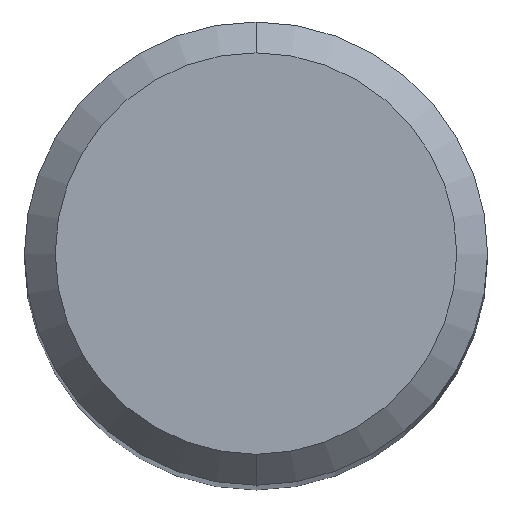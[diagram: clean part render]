
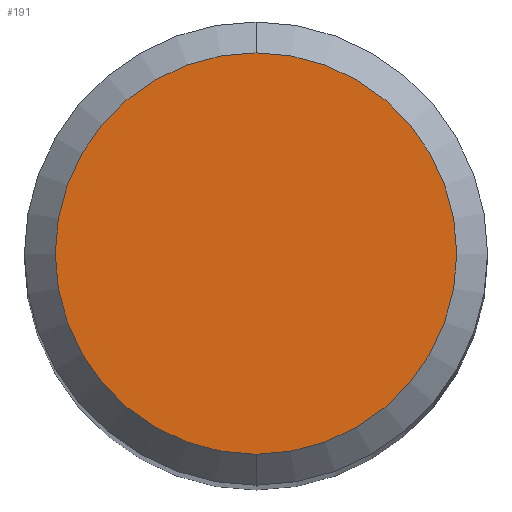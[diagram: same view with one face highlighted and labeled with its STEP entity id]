
A CAD part, top view. The second image highlights one B-rep face of the part: STEP entity #191.
In plain terms, the highlighted planar face has unit normal (0, 0, 1).
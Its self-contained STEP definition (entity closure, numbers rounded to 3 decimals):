
#89=EDGE_CURVE('',#127,#141,#220,.T.);
#127=VERTEX_POINT('',#262);
#129=EDGE_CURVE('',#141,#127,#264,.T.);
#141=VERTEX_POINT('',#278);
#191=ADVANCED_FACE('',(#333),#334,.T.);
#220=CIRCLE('',#357,2.6);
#262=CARTESIAN_POINT('',(0.,-2.6,0.0));
#264=CIRCLE('',#410,2.6);
#278=CARTESIAN_POINT('',(0.0,2.6,0.0));
#333=FACE_OUTER_BOUND('',#496,.T.);
#334=PLANE('',#497);
#357=AXIS2_PLACEMENT_3D('',#512,#513,#514);
#410=AXIS2_PLACEMENT_3D('',#569,#570,#571);
#496=EDGE_LOOP('',(#659,#660));
#497=AXIS2_PLACEMENT_3D('',#661,#662,#663);
#512=CARTESIAN_POINT('',(0.0,0.0,0.0));
#513=DIRECTION('',(0.0,0.0,-1.0));
#514=DIRECTION('',(0.0,1.0,0.0));
#569=CARTESIAN_POINT('',(0.0,0.0,0.0));
#570=DIRECTION('',(0.0,0.0,-1.0));
#571=DIRECTION('',(0.0,1.0,0.0));
#659=ORIENTED_EDGE('',*,*,#129,.F.);
#660=ORIENTED_EDGE('',*,*,#89,.F.);
#661=CARTESIAN_POINT('',(0.0,1.3,0.0));
#662=DIRECTION('',(-0.0,0.0,1.0));
#663=DIRECTION('',(0.0,-1.0,0.0));
